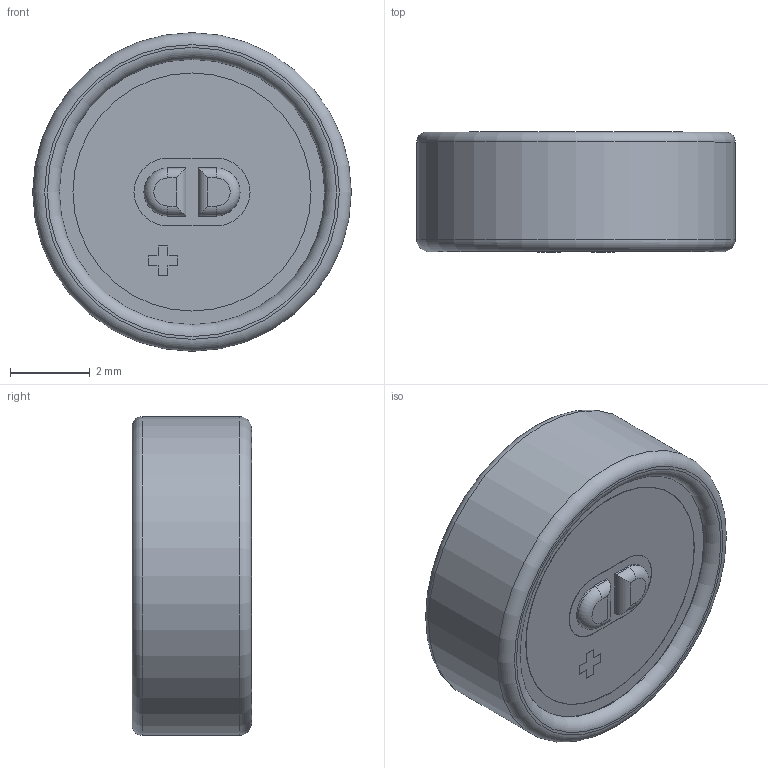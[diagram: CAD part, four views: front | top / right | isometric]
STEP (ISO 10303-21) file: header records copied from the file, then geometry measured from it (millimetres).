
FILE_DESCRIPTION(/* description */ (''),/* implementation_level */ '2;1');
FILE_NAME(/* name */ 'DOM-3027L-HD-R.ipt.stp',/* time_stamp */ '2020-05-28T12:34:05-04:00',/* author */ ('vandenbroek'),/* organization */ (''),/* preprocessor_version */ 'ST-DEVELOPER v16.1',/* originating_system */ 'Autodesk Inventor 2016',/* authorisation */ '');
FILE_SCHEMA (('AUTOMOTIVE_DESIGN { 1 0 10303 214 3 1 1 }'));
Length unit declared in the file: millimetre
Products named in the file (1): DOM-3027L-HD-R
Bounding box: 8 x 3.01 x 8 mm (x, y, z)
Volume: 133.5 mm3; surface area: 237.6 mm2
Topology: 1 solids, 1 shells, 86 faces, 166 edges, 107 vertices
Faces by surface type: plane 49, cylinder 32, torus 5
Full cylindrical faces by diameter (mm): 0.4 x19, 5.98 x1, 6.66 x1, 8 x1
Entity records: 2219 total; most frequent: DIRECTION 380, CARTESIAN_POINT 335, ORIENTED_EDGE 282, AXIS2_PLACEMENT_3D 152, EDGE_CURVE 141, EDGE_LOOP 136, VERTEX_POINT 107, FACE_OUTER_BOUND 86
